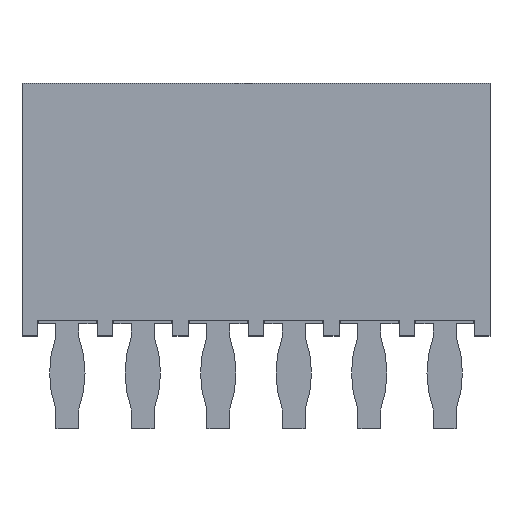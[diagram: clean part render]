
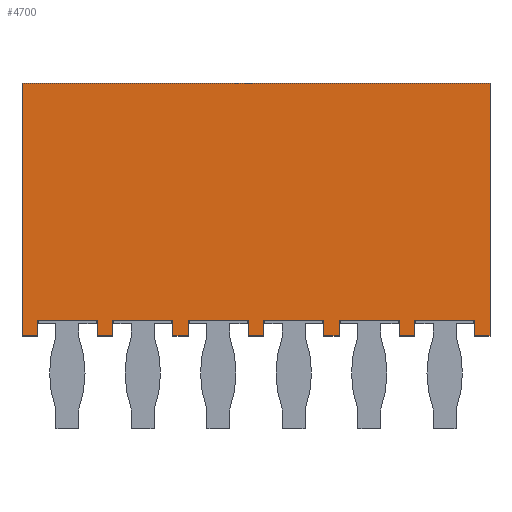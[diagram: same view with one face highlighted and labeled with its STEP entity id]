
A CAD part, top view. The second image highlights one B-rep face of the part: STEP entity #4700.
In plain terms, the highlighted planar face has unit normal (0, 0, 1).
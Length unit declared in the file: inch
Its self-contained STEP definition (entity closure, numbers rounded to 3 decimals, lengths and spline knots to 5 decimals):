
#1067=ORIENTED_EDGE('',*,*,#1901,.T.);
#1068=ORIENTED_EDGE('',*,*,#1902,.T.);
#1069=ORIENTED_EDGE('',*,*,#1903,.T.);
#1070=ORIENTED_EDGE('',*,*,#1904,.T.);
#1071=ORIENTED_EDGE('',*,*,#1905,.F.);
#1072=ORIENTED_EDGE('',*,*,#1899,.F.);
#1073=ORIENTED_EDGE('',*,*,#1906,.T.);
#1074=ORIENTED_EDGE('',*,*,#1907,.T.);
#1075=ORIENTED_EDGE('',*,*,#1908,.T.);
#1076=ORIENTED_EDGE('',*,*,#1909,.T.);
#1077=ORIENTED_EDGE('',*,*,#1910,.T.);
#1078=ORIENTED_EDGE('',*,*,#1911,.T.);
#1079=ORIENTED_EDGE('',*,*,#1912,.T.);
#1080=ORIENTED_EDGE('',*,*,#1913,.T.);
#1081=ORIENTED_EDGE('',*,*,#1914,.T.);
#1082=ORIENTED_EDGE('',*,*,#1915,.T.);
#1083=ORIENTED_EDGE('',*,*,#1916,.T.);
#1084=ORIENTED_EDGE('',*,*,#1917,.T.);
#1085=ORIENTED_EDGE('',*,*,#1918,.T.);
#1086=ORIENTED_EDGE('',*,*,#1919,.T.);
#1087=ORIENTED_EDGE('',*,*,#1920,.T.);
#1088=ORIENTED_EDGE('',*,*,#1921,.T.);
#1089=ORIENTED_EDGE('',*,*,#1922,.T.);
#1090=ORIENTED_EDGE('',*,*,#1923,.T.);
#1091=ORIENTED_EDGE('',*,*,#1924,.T.);
#1092=ORIENTED_EDGE('',*,*,#1925,.T.);
#1093=ORIENTED_EDGE('',*,*,#1926,.T.);
#1094=ORIENTED_EDGE('',*,*,#1927,.T.);
#1899=EDGE_CURVE('',#2399,#2400,#2985,.T.);
#1901=EDGE_CURVE('',#2401,#2402,#2987,.T.);
#1902=EDGE_CURVE('',#2402,#2403,#2988,.T.);
#1903=EDGE_CURVE('',#2403,#2404,#2989,.T.);
#1904=EDGE_CURVE('',#2404,#2405,#2990,.T.);
#1905=EDGE_CURVE('',#2400,#2405,#2991,.T.);
#1906=EDGE_CURVE('',#2399,#2406,#2992,.T.);
#1907=EDGE_CURVE('',#2406,#2407,#2993,.T.);
#1908=EDGE_CURVE('',#2407,#2408,#2994,.T.);
#1909=EDGE_CURVE('',#2408,#2409,#2995,.T.);
#1910=EDGE_CURVE('',#2409,#2410,#2996,.T.);
#1911=EDGE_CURVE('',#2410,#2411,#2997,.T.);
#1912=EDGE_CURVE('',#2411,#2412,#2998,.T.);
#1913=EDGE_CURVE('',#2412,#2413,#2999,.T.);
#1914=EDGE_CURVE('',#2413,#2414,#3000,.T.);
#1915=EDGE_CURVE('',#2414,#2415,#3001,.T.);
#1916=EDGE_CURVE('',#2415,#2416,#3002,.T.);
#1917=EDGE_CURVE('',#2416,#2417,#3003,.T.);
#1918=EDGE_CURVE('',#2417,#2418,#3004,.T.);
#1919=EDGE_CURVE('',#2418,#2419,#3005,.T.);
#1920=EDGE_CURVE('',#2419,#2420,#3006,.T.);
#1921=EDGE_CURVE('',#2420,#2421,#3007,.T.);
#1922=EDGE_CURVE('',#2421,#2422,#3008,.T.);
#1923=EDGE_CURVE('',#2422,#2423,#3009,.T.);
#1924=EDGE_CURVE('',#2423,#2424,#3010,.T.);
#1925=EDGE_CURVE('',#2424,#2425,#3011,.T.);
#1926=EDGE_CURVE('',#2425,#2426,#3012,.T.);
#1927=EDGE_CURVE('',#2426,#2401,#3013,.T.);
#2399=VERTEX_POINT('',#7220);
#2400=VERTEX_POINT('',#7222);
#2401=VERTEX_POINT('',#7226);
#2402=VERTEX_POINT('',#7227);
#2403=VERTEX_POINT('',#7229);
#2404=VERTEX_POINT('',#7231);
#2405=VERTEX_POINT('',#7233);
#2406=VERTEX_POINT('',#7236);
#2407=VERTEX_POINT('',#7238);
#2408=VERTEX_POINT('',#7240);
#2409=VERTEX_POINT('',#7242);
#2410=VERTEX_POINT('',#7244);
#2411=VERTEX_POINT('',#7246);
#2412=VERTEX_POINT('',#7248);
#2413=VERTEX_POINT('',#7250);
#2414=VERTEX_POINT('',#7252);
#2415=VERTEX_POINT('',#7254);
#2416=VERTEX_POINT('',#7256);
#2417=VERTEX_POINT('',#7258);
#2418=VERTEX_POINT('',#7260);
#2419=VERTEX_POINT('',#7262);
#2420=VERTEX_POINT('',#7264);
#2421=VERTEX_POINT('',#7266);
#2422=VERTEX_POINT('',#7268);
#2423=VERTEX_POINT('',#7270);
#2424=VERTEX_POINT('',#7272);
#2425=VERTEX_POINT('',#7274);
#2426=VERTEX_POINT('',#7276);
#2985=LINE('',#7221,#3627);
#2987=LINE('',#7225,#3629);
#2988=LINE('',#7228,#3630);
#2989=LINE('',#7230,#3631);
#2990=LINE('',#7232,#3632);
#2991=LINE('',#7234,#3633);
#2992=LINE('',#7235,#3634);
#2993=LINE('',#7237,#3635);
#2994=LINE('',#7239,#3636);
#2995=LINE('',#7241,#3637);
#2996=LINE('',#7243,#3638);
#2997=LINE('',#7245,#3639);
#2998=LINE('',#7247,#3640);
#2999=LINE('',#7249,#3641);
#3000=LINE('',#7251,#3642);
#3001=LINE('',#7253,#3643);
#3002=LINE('',#7255,#3644);
#3003=LINE('',#7257,#3645);
#3004=LINE('',#7259,#3646);
#3005=LINE('',#7261,#3647);
#3006=LINE('',#7263,#3648);
#3007=LINE('',#7265,#3649);
#3008=LINE('',#7267,#3650);
#3009=LINE('',#7269,#3651);
#3010=LINE('',#7271,#3652);
#3011=LINE('',#7273,#3653);
#3012=LINE('',#7275,#3654);
#3013=LINE('',#7277,#3655);
#3627=VECTOR('',#5925,39.37008);
#3629=VECTOR('',#5929,39.37008);
#3630=VECTOR('',#5930,39.37008);
#3631=VECTOR('',#5931,39.37008);
#3632=VECTOR('',#5932,39.37008);
#3633=VECTOR('',#5933,39.37008);
#3634=VECTOR('',#5934,39.37008);
#3635=VECTOR('',#5935,39.37008);
#3636=VECTOR('',#5936,39.37008);
#3637=VECTOR('',#5937,39.37008);
#3638=VECTOR('',#5938,39.37008);
#3639=VECTOR('',#5939,39.37008);
#3640=VECTOR('',#5940,39.37008);
#3641=VECTOR('',#5941,39.37008);
#3642=VECTOR('',#5942,39.37008);
#3643=VECTOR('',#5943,39.37008);
#3644=VECTOR('',#5944,39.37008);
#3645=VECTOR('',#5945,39.37008);
#3646=VECTOR('',#5946,39.37008);
#3647=VECTOR('',#5947,39.37008);
#3648=VECTOR('',#5948,39.37008);
#3649=VECTOR('',#5949,39.37008);
#3650=VECTOR('',#5950,39.37008);
#3651=VECTOR('',#5951,39.37008);
#3652=VECTOR('',#5952,39.37008);
#3653=VECTOR('',#5953,39.37008);
#3654=VECTOR('',#5954,39.37008);
#3655=VECTOR('',#5955,39.37008);
#3978=EDGE_LOOP('',(#1067,#1068,#1069,#1070,#1071,#1072,#1073,#1074,#1075,
#1076,#1077,#1078,#1079,#1080,#1081,#1082,#1083,#1084,#1085,#1086,#1087,
#1088,#1089,#1090,#1091,#1092,#1093,#1094));
#4232=FACE_BOUND('',#3978,.T.);
#4466=PLANE('',#4985);
#4700=ADVANCED_FACE('',(#4232),#4466,.T.);
#4985=AXIS2_PLACEMENT_3D('',#7224,#5927,#5928);
#5925=DIRECTION('',(0.,1.,0.));
#5927=DIRECTION('',(0.,0.,1.));
#5928=DIRECTION('',(1.,0.,0.));
#5929=DIRECTION('',(1.,0.,0.));
#5930=DIRECTION('',(0.,-1.,0.));
#5931=DIRECTION('',(1.,0.,0.));
#5932=DIRECTION('',(0.,1.,0.));
#5933=DIRECTION('',(1.,0.,0.));
#5934=DIRECTION('',(1.,0.,0.));
#5935=DIRECTION('',(0.,1.,0.));
#5936=DIRECTION('',(1.,0.,0.));
#5937=DIRECTION('',(0.,-1.,0.));
#5938=DIRECTION('',(1.,0.,0.));
#5939=DIRECTION('',(0.,1.,0.));
#5940=DIRECTION('',(1.,0.,0.));
#5941=DIRECTION('',(0.,-1.,0.));
#5942=DIRECTION('',(1.,0.,0.));
#5943=DIRECTION('',(0.,1.,0.));
#5944=DIRECTION('',(1.,0.,0.));
#5945=DIRECTION('',(0.,-1.,0.));
#5946=DIRECTION('',(1.,0.,0.));
#5947=DIRECTION('',(0.,1.,0.));
#5948=DIRECTION('',(1.,0.,0.));
#5949=DIRECTION('',(0.,-1.,0.));
#5950=DIRECTION('',(1.,0.,0.));
#5951=DIRECTION('',(0.,1.,0.));
#5952=DIRECTION('',(1.,0.,0.));
#5953=DIRECTION('',(0.,-1.,0.));
#5954=DIRECTION('',(1.,0.,0.));
#5955=DIRECTION('',(0.,1.,0.));
#7220=CARTESIAN_POINT('',(-0.31,-0.335,0.0475));
#7221=CARTESIAN_POINT('',(-0.31,-0.335,0.0475));
#7222=CARTESIAN_POINT('',(-0.31,0.,0.0475));
#7224=CARTESIAN_POINT('',(-0.31,-0.335,0.0475));
#7225=CARTESIAN_POINT('',(-0.31,-0.315,0.0475));
#7226=CARTESIAN_POINT('',(0.21,-0.315,0.0475));
#7227=CARTESIAN_POINT('',(0.29,-0.315,0.0475));
#7228=CARTESIAN_POINT('',(0.29,-0.335,0.0475));
#7229=CARTESIAN_POINT('',(0.29,-0.335,0.0475));
#7230=CARTESIAN_POINT('',(-0.31,-0.335,0.0475));
#7231=CARTESIAN_POINT('',(0.31,-0.335,0.0475));
#7232=CARTESIAN_POINT('',(0.31,-0.335,0.0475));
#7233=CARTESIAN_POINT('',(0.31,0.,0.0475));
#7234=CARTESIAN_POINT('',(-0.31,0.,0.0475));
#7235=CARTESIAN_POINT('',(-0.31,-0.335,0.0475));
#7236=CARTESIAN_POINT('',(-0.29,-0.335,0.0475));
#7237=CARTESIAN_POINT('',(-0.29,-0.335,0.0475));
#7238=CARTESIAN_POINT('',(-0.29,-0.315,0.0475));
#7239=CARTESIAN_POINT('',(-0.31,-0.315,0.0475));
#7240=CARTESIAN_POINT('',(-0.21,-0.315,0.0475));
#7241=CARTESIAN_POINT('',(-0.21,-0.335,0.0475));
#7242=CARTESIAN_POINT('',(-0.21,-0.335,0.0475));
#7243=CARTESIAN_POINT('',(-0.31,-0.335,0.0475));
#7244=CARTESIAN_POINT('',(-0.19,-0.335,0.0475));
#7245=CARTESIAN_POINT('',(-0.19,-0.335,0.0475));
#7246=CARTESIAN_POINT('',(-0.19,-0.315,0.0475));
#7247=CARTESIAN_POINT('',(-0.31,-0.315,0.0475));
#7248=CARTESIAN_POINT('',(-0.11,-0.315,0.0475));
#7249=CARTESIAN_POINT('',(-0.11,-0.335,0.0475));
#7250=CARTESIAN_POINT('',(-0.11,-0.335,0.0475));
#7251=CARTESIAN_POINT('',(-0.31,-0.335,0.0475));
#7252=CARTESIAN_POINT('',(-0.09,-0.335,0.0475));
#7253=CARTESIAN_POINT('',(-0.09,-0.335,0.0475));
#7254=CARTESIAN_POINT('',(-0.09,-0.315,0.0475));
#7255=CARTESIAN_POINT('',(-0.31,-0.315,0.0475));
#7256=CARTESIAN_POINT('',(-0.01,-0.315,0.0475));
#7257=CARTESIAN_POINT('',(-0.01,-0.335,0.0475));
#7258=CARTESIAN_POINT('',(-0.01,-0.335,0.0475));
#7259=CARTESIAN_POINT('',(-0.31,-0.335,0.0475));
#7260=CARTESIAN_POINT('',(0.01,-0.335,0.0475));
#7261=CARTESIAN_POINT('',(0.01,-0.335,0.0475));
#7262=CARTESIAN_POINT('',(0.01,-0.315,0.0475));
#7263=CARTESIAN_POINT('',(-0.31,-0.315,0.0475));
#7264=CARTESIAN_POINT('',(0.09,-0.315,0.0475));
#7265=CARTESIAN_POINT('',(0.09,-0.335,0.0475));
#7266=CARTESIAN_POINT('',(0.09,-0.335,0.0475));
#7267=CARTESIAN_POINT('',(-0.31,-0.335,0.0475));
#7268=CARTESIAN_POINT('',(0.11,-0.335,0.0475));
#7269=CARTESIAN_POINT('',(0.11,-0.335,0.0475));
#7270=CARTESIAN_POINT('',(0.11,-0.315,0.0475));
#7271=CARTESIAN_POINT('',(-0.31,-0.315,0.0475));
#7272=CARTESIAN_POINT('',(0.19,-0.315,0.0475));
#7273=CARTESIAN_POINT('',(0.19,-0.335,0.0475));
#7274=CARTESIAN_POINT('',(0.19,-0.335,0.0475));
#7275=CARTESIAN_POINT('',(-0.31,-0.335,0.0475));
#7276=CARTESIAN_POINT('',(0.21,-0.335,0.0475));
#7277=CARTESIAN_POINT('',(0.21,-0.335,0.0475));
